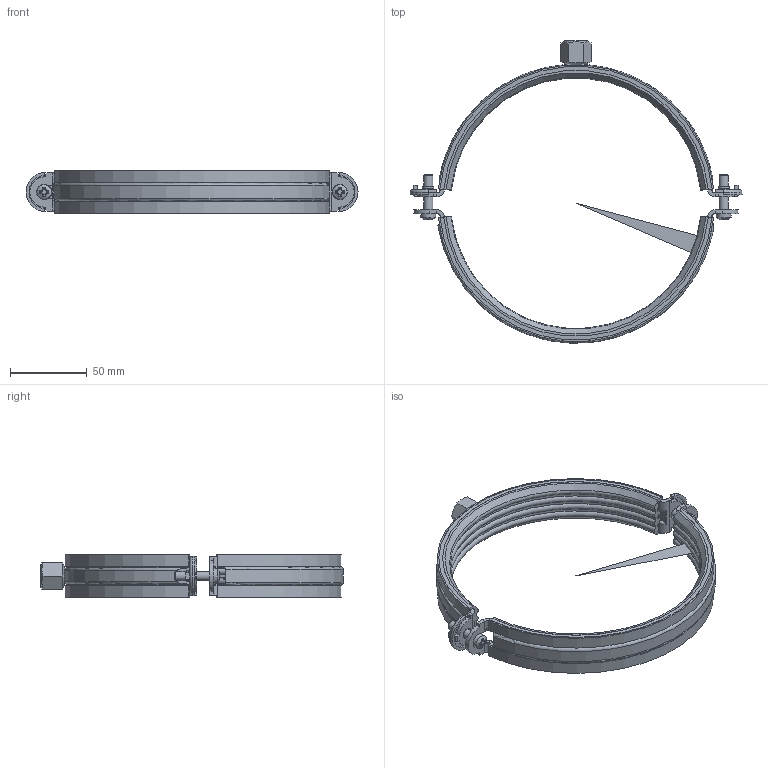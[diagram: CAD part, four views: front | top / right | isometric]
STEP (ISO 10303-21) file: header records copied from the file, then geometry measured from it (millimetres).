
FILE_DESCRIPTION((''),'2;1');
FILE_NAME('119790.stp','2011-08-09T13:38:15',('DMK009'),(''),'Autodesk Inventor 2012','Autodesk Inventor 2012','');
FILE_SCHEMA(('AUTOMOTIVE_DESIGN { 1 0 10303 214 1 1 1 1 }'));
Length unit declared in the file: millimetre
Products named in the file (1): 119790
Bounding box: 216.5 x 197.24 x 28.2 mm (x, y, z)
Volume: 108285.9 mm3; surface area: 74884 mm2
Topology: 1 solids, 1 shells, 358 faces, 1026 edges, 663 vertices
Faces by surface type: plane 171, cylinder 87, torus 48, cone 47, sphere 3, bspline 2
Full cylindrical faces by diameter (mm): 5.5 x2, 6 x4, 6.647 x1, 6.8 x1, 7.3 x2, 8.376 x1
Entity records: 12358 total; most frequent: CARTESIAN_POINT 2811, ORIENTED_EDGE 2002, DIRECTION 1995, EDGE_CURVE 1001, AXIS2_PLACEMENT_3D 761, VERTEX_POINT 656, VECTOR 473, LINE 473
